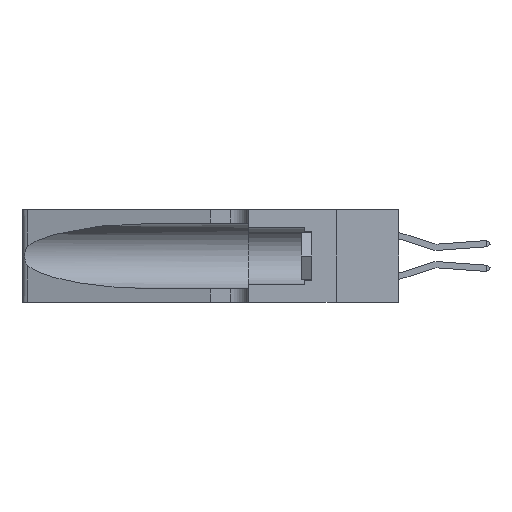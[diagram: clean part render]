
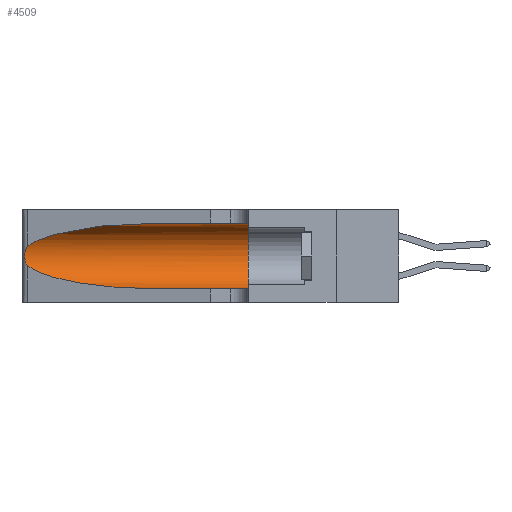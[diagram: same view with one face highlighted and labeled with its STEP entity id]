
A CAD part, left-side view. The second image highlights one B-rep face of the part: STEP entity #4509.
In plain terms, the highlighted cylindrical face has radius 3.308 mm (diameter 6.617 mm), a partial arc.
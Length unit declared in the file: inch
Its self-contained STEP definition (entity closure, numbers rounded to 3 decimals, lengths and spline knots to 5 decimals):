
#366 = LINE ( 'NONE', #24376, #15137 ) ;
#397 = EDGE_CURVE ( 'NONE', #4557, #16249, #21447, .T. ) ;
#1492 = CARTESIAN_POINT ( 'NONE',  ( 0.25487, 1.22718, 0.22369 ) ) ;
#1575 = CARTESIAN_POINT ( 'NONE',  ( 0.26075, 1.23896, 0.19203 ) ) ;
#2367 = CARTESIAN_POINT ( 'NONE',  ( 0.1305, 1.61858, 0.185 ) ) ;
#2535 = CARTESIAN_POINT ( 'NONE',  ( 0.25487, 1.22718, 0.14631 ) ) ;
#2693 = ORIENTED_EDGE ( 'NONE', *, *, #23497, .F. ) ;
#3100 = CARTESIAN_POINT ( 'NONE',  ( 0.1305, 1.61858, 0.05475 ) ) ;
#3168 = EDGE_CURVE ( 'NONE', #20795, #15603, #12587, .T. ) ;
#3568 = CARTESIAN_POINT ( 'NONE',  ( 0.26017, 1.23833, 0.17102 ) ) ;
#3678 = CARTESIAN_POINT ( 'NONE',  ( 0.1305, 0.35, 0.31525 ) ) ;
#3715 = B_SPLINE_CURVE_WITH_KNOTS ( 'NONE', 3,
 ( #1492, #7323, #22571, #11172, #24489, #13096, #1575, #15020, #3568, #16904, #5510, #18837, #7412, #20757 ),
 .UNSPECIFIED., .F., .F.,
 ( 4, 2, 2, 2, 2, 2, 4 ),
 ( 0., 0.00027, 0.00053, 0.00107, 0.0016, 0.00187, 0.00214 ),
 .UNSPECIFIED. ) ;
#4508 = CARTESIAN_POINT ( 'NONE',  ( 0.2373, 1.15595, 0.28018 ) ) ;
#4509 = ADVANCED_FACE ( 'NONE', ( #9355 ), #8130, .F. ) ;
#4557 = VERTEX_POINT ( 'NONE', #2535 ) ;
#4625 = AXIS2_PLACEMENT_3D ( 'NONE', #2367, #11941, #15679 ) ;
#5510 = CARTESIAN_POINT ( 'NONE',  ( 0.25789, 1.23486, 0.15765 ) ) ;
#5677 = CARTESIAN_POINT ( 'NONE',  ( 0.1305, 0.72297, 0.05475 ) ) ;
#6067 = CARTESIAN_POINT ( 'NONE',  ( 0.25487, 1.22718, 0.22369 ) ) ;
#6500 = ORIENTED_EDGE ( 'NONE', *, *, #9411, .T. ) ;
#7323 = CARTESIAN_POINT ( 'NONE',  ( 0.25555, 1.22994, 0.2215 ) ) ;
#7412 = CARTESIAN_POINT ( 'NONE',  ( 0.25555, 1.22993, 0.14849 ) ) ;
#8130 = CYLINDRICAL_SURFACE ( 'NONE', #4625, 0.13025 ) ;
#9197 = CARTESIAN_POINT ( 'NONE',  ( 0.1305, 0.35, 0.185 ) ) ;
#9355 = FACE_OUTER_BOUND ( 'NONE', #11404, .T. ) ;
#9411 = EDGE_CURVE ( 'NONE', #15603, #4557, #3715, .T. ) ;
#9864 = CARTESIAN_POINT ( 'NONE',  ( 0.1305, 0.72297, 0.31525 ) ) ;
#10251 = CARTESIAN_POINT ( 'NONE',  ( 0.18966, 0.96281, 0.31525 ) ) ;
#11097 = DIRECTION ( 'NONE',  ( 0., 0., 1. ) ) ;
#11172 = CARTESIAN_POINT ( 'NONE',  ( 0.25787, 1.23484, 0.2124 ) ) ;
#11404 = EDGE_LOOP ( 'NONE', ( #21729, #6500, #19749, #16952, #2693, #23673 ) ) ;
#11941 = DIRECTION ( 'NONE',  ( 0., -1., 0. ) ) ;
#12174 = CARTESIAN_POINT ( 'NONE',  ( 0.1305, 0.72297, 0.31525 ) ) ;
#12370 = VERTEX_POINT ( 'NONE', #19197 ) ;
#12587 =( BOUNDED_CURVE ( )  B_SPLINE_CURVE ( 3, ( #12174, #10251, #4508, #14095 ),
 .UNSPECIFIED., .F., .F. ) 
 B_SPLINE_CURVE_WITH_KNOTS ( ( 4, 4 ),
 ( 1.5708, 2.84003 ),
 .UNSPECIFIED. ) 
 CURVE ( )  GEOMETRIC_REPRESENTATION_ITEM ( )  RATIONAL_B_SPLINE_CURVE ( ( 1., 0.87, 0.87, 1. ) ) 
 REPRESENTATION_ITEM ( '' )  );
#13096 = CARTESIAN_POINT ( 'NONE',  ( 0.26018, 1.23835, 0.19895 ) ) ;
#13432 = CARTESIAN_POINT ( 'NONE',  ( 0.25487, 1.22718, 0.14631 ) ) ;
#14091 = VECTOR ( 'NONE', #20304, 39.37008 ) ;
#14095 = CARTESIAN_POINT ( 'NONE',  ( 0.25487, 1.22718, 0.22369 ) ) ;
#14716 = VERTEX_POINT ( 'NONE', #3678 ) ;
#15020 = CARTESIAN_POINT ( 'NONE',  ( 0.26075, 1.23896, 0.178 ) ) ;
#15137 = VECTOR ( 'NONE', #22457, 39.37008 ) ;
#15603 = VERTEX_POINT ( 'NONE', #6067 ) ;
#15679 = DIRECTION ( 'NONE',  ( 0., 0., -1. ) ) ;
#15758 = CIRCLE ( 'NONE', #21549, 0.13025 ) ;
#16249 = VERTEX_POINT ( 'NONE', #5677 ) ;
#16789 = EDGE_CURVE ( 'NONE', #20795, #14716, #366, .T. ) ;
#16904 = CARTESIAN_POINT ( 'NONE',  ( 0.25856, 1.23593, 0.16098 ) ) ;
#16952 = ORIENTED_EDGE ( 'NONE', *, *, #19790, .T. ) ;
#18837 = CARTESIAN_POINT ( 'NONE',  ( 0.25639, 1.23186, 0.15144 ) ) ;
#19145 = LINE ( 'NONE', #3100, #14091 ) ;
#19197 = CARTESIAN_POINT ( 'NONE',  ( 0.1305, 0.35, 0.05475 ) ) ;
#19576 = CARTESIAN_POINT ( 'NONE',  ( 0.1305, 0.72297, 0.05475 ) ) ;
#19663 = CARTESIAN_POINT ( 'NONE',  ( 0.2373, 1.15595, 0.08982 ) ) ;
#19700 = CARTESIAN_POINT ( 'NONE',  ( 0.18966, 0.96281, 0.05475 ) ) ;
#19749 = ORIENTED_EDGE ( 'NONE', *, *, #397, .T. ) ;
#19790 = EDGE_CURVE ( 'NONE', #16249, #12370, #19145, .T. ) ;
#20304 = DIRECTION ( 'NONE',  ( 0., -1., 0. ) ) ;
#20757 = CARTESIAN_POINT ( 'NONE',  ( 0.25487, 1.22718, 0.14631 ) ) ;
#20795 = VERTEX_POINT ( 'NONE', #9864 ) ;
#21447 =( BOUNDED_CURVE ( )  B_SPLINE_CURVE ( 3, ( #13432, #19663, #19700, #19576 ),
 .UNSPECIFIED., .F., .T. ) 
 B_SPLINE_CURVE_WITH_KNOTS ( ( 4, 4 ),
 ( 3.44316, 4.71239 ),
 .UNSPECIFIED. ) 
 CURVE ( )  GEOMETRIC_REPRESENTATION_ITEM ( )  RATIONAL_B_SPLINE_CURVE ( ( 1., 0.87, 0.87, 1. ) ) 
 REPRESENTATION_ITEM ( '' )  );
#21549 = AXIS2_PLACEMENT_3D ( 'NONE', #9197, #22494, #11097 ) ;
#21729 = ORIENTED_EDGE ( 'NONE', *, *, #3168, .T. ) ;
#22457 = DIRECTION ( 'NONE',  ( 0., -1., 0. ) ) ;
#22494 = DIRECTION ( 'NONE',  ( 0., 1., 0. ) ) ;
#22571 = CARTESIAN_POINT ( 'NONE',  ( 0.25639, 1.23184, 0.21858 ) ) ;
#23497 = EDGE_CURVE ( 'NONE', #14716, #12370, #15758, .T. ) ;
#23673 = ORIENTED_EDGE ( 'NONE', *, *, #16789, .F. ) ;
#24376 = CARTESIAN_POINT ( 'NONE',  ( 0.1305, 1.61858, 0.31525 ) ) ;
#24489 = CARTESIAN_POINT ( 'NONE',  ( 0.25854, 1.2359, 0.20912 ) ) ;
